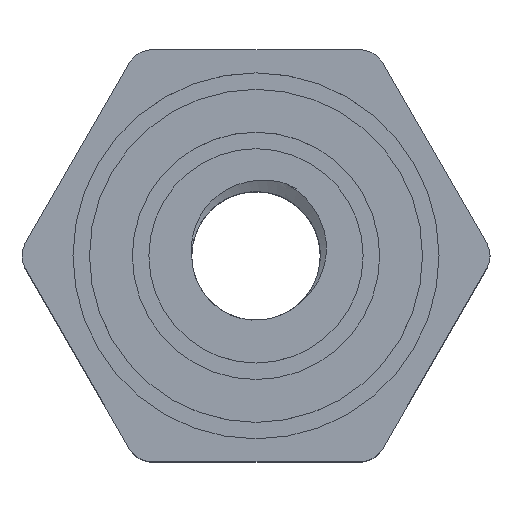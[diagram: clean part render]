
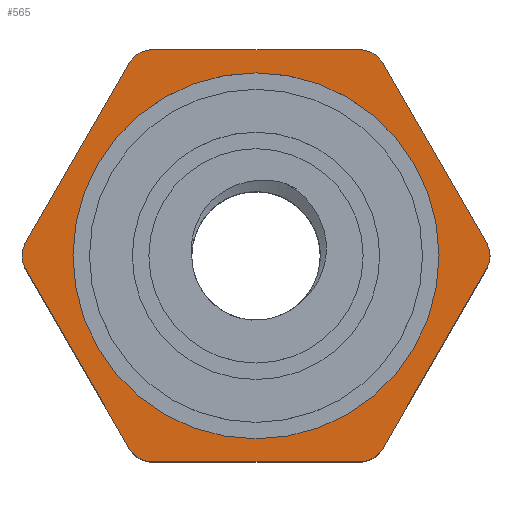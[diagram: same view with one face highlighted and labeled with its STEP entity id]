
A CAD part, top view. The second image highlights one B-rep face of the part: STEP entity #565.
In plain terms, the highlighted planar face has unit normal (0, 0, 1).
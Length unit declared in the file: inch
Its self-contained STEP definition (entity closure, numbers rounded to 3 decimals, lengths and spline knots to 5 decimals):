
#17=FACE_BOUND('',#86,.T.);
#23=PLANE('',#634);
#50=FACE_OUTER_BOUND('',#85,.T.);
#85=EDGE_LOOP('',(#427,#428,#429,#430,#431,#432,#433,#434,#435,#436,#437,
#438));
#86=EDGE_LOOP('',(#439));
#138=CIRCLE('',#631,0.222);
#140=CIRCLE('',#635,0.03125);
#141=CIRCLE('',#636,0.03125);
#142=CIRCLE('',#637,0.03125);
#143=CIRCLE('',#638,0.03125);
#144=CIRCLE('',#639,0.03125);
#145=CIRCLE('',#640,0.03125);
#163=LINE('',#1677,#198);
#164=LINE('',#1681,#199);
#165=LINE('',#1685,#200);
#166=LINE('',#1689,#201);
#167=LINE('',#1693,#202);
#168=LINE('',#1696,#203);
#198=VECTOR('',#741,0.3937);
#199=VECTOR('',#744,0.3937);
#200=VECTOR('',#747,0.3937);
#201=VECTOR('',#750,0.3937);
#202=VECTOR('',#753,0.3937);
#203=VECTOR('',#756,0.3937);
#253=VERTEX_POINT('',#1666);
#255=VERTEX_POINT('',#1673);
#256=VERTEX_POINT('',#1674);
#257=VERTEX_POINT('',#1676);
#258=VERTEX_POINT('',#1678);
#259=VERTEX_POINT('',#1680);
#260=VERTEX_POINT('',#1682);
#261=VERTEX_POINT('',#1684);
#262=VERTEX_POINT('',#1686);
#263=VERTEX_POINT('',#1688);
#264=VERTEX_POINT('',#1690);
#265=VERTEX_POINT('',#1692);
#266=VERTEX_POINT('',#1694);
#317=EDGE_CURVE('',#253,#253,#138,.T.);
#320=EDGE_CURVE('',#255,#256,#140,.T.);
#321=EDGE_CURVE('',#255,#257,#163,.T.);
#322=EDGE_CURVE('',#258,#257,#141,.T.);
#323=EDGE_CURVE('',#258,#259,#164,.T.);
#324=EDGE_CURVE('',#260,#259,#142,.T.);
#325=EDGE_CURVE('',#260,#261,#165,.T.);
#326=EDGE_CURVE('',#262,#261,#143,.T.);
#327=EDGE_CURVE('',#262,#263,#166,.T.);
#328=EDGE_CURVE('',#264,#263,#144,.T.);
#329=EDGE_CURVE('',#264,#265,#167,.T.);
#330=EDGE_CURVE('',#266,#265,#145,.T.);
#331=EDGE_CURVE('',#266,#256,#168,.T.);
#427=ORIENTED_EDGE('',*,*,#320,.F.);
#428=ORIENTED_EDGE('',*,*,#321,.T.);
#429=ORIENTED_EDGE('',*,*,#322,.F.);
#430=ORIENTED_EDGE('',*,*,#323,.T.);
#431=ORIENTED_EDGE('',*,*,#324,.F.);
#432=ORIENTED_EDGE('',*,*,#325,.T.);
#433=ORIENTED_EDGE('',*,*,#326,.F.);
#434=ORIENTED_EDGE('',*,*,#327,.T.);
#435=ORIENTED_EDGE('',*,*,#328,.F.);
#436=ORIENTED_EDGE('',*,*,#329,.T.);
#437=ORIENTED_EDGE('',*,*,#330,.F.);
#438=ORIENTED_EDGE('',*,*,#331,.T.);
#439=ORIENTED_EDGE('',*,*,#317,.T.);
#565=ADVANCED_FACE('',(#50,#17),#23,.T.);
#631=AXIS2_PLACEMENT_3D('',#1667,#730,#731);
#634=AXIS2_PLACEMENT_3D('',#1672,#737,#738);
#635=AXIS2_PLACEMENT_3D('',#1675,#739,#740);
#636=AXIS2_PLACEMENT_3D('',#1679,#742,#743);
#637=AXIS2_PLACEMENT_3D('',#1683,#745,#746);
#638=AXIS2_PLACEMENT_3D('',#1687,#748,#749);
#639=AXIS2_PLACEMENT_3D('',#1691,#751,#752);
#640=AXIS2_PLACEMENT_3D('',#1695,#754,#755);
#730=DIRECTION('center_axis',(0.,0.,-1.));
#731=DIRECTION('ref_axis',(1.,0.,0.));
#737=DIRECTION('center_axis',(0.,0.,1.));
#738=DIRECTION('ref_axis',(1.,0.,0.));
#739=DIRECTION('center_axis',(0.,0.,-1.));
#740=DIRECTION('ref_axis',(1.,0.,0.));
#741=DIRECTION('',(-0.5,0.866,0.));
#742=DIRECTION('center_axis',(0.,0.,-1.));
#743=DIRECTION('ref_axis',(0.5,0.866,0.));
#744=DIRECTION('',(-1.,0.,0.));
#745=DIRECTION('center_axis',(0.,0.,-1.));
#746=DIRECTION('ref_axis',(-0.5,0.866,0.));
#747=DIRECTION('',(-0.5,-0.866,0.));
#748=DIRECTION('center_axis',(0.,0.,-1.));
#749=DIRECTION('ref_axis',(-1.,0.,0.));
#750=DIRECTION('',(0.5,-0.866,0.));
#751=DIRECTION('center_axis',(0.,0.,-1.));
#752=DIRECTION('ref_axis',(-0.5,-0.866,0.));
#753=DIRECTION('',(1.,0.,0.));
#754=DIRECTION('center_axis',(0.,0.,-1.));
#755=DIRECTION('ref_axis',(0.5,-0.866,0.));
#756=DIRECTION('',(0.5,0.866,0.));
#1666=CARTESIAN_POINT('',(-0.222,0.,0.1935));
#1667=CARTESIAN_POINT('Origin',(0.,0.,0.1935));
#1672=CARTESIAN_POINT('Origin',(0.,0.,
0.1935));
#1673=CARTESIAN_POINT('',(0.27965,0.01563,0.1935));
#1674=CARTESIAN_POINT('',(0.27965,-0.01562,0.1935));
#1675=CARTESIAN_POINT('Origin',(0.25259,0.,
0.1935));
#1676=CARTESIAN_POINT('',(0.15336,0.23438,0.1935));
#1677=CARTESIAN_POINT('',(0.28868,0.,0.1935));
#1678=CARTESIAN_POINT('',(0.1263,0.25,0.1935));
#1679=CARTESIAN_POINT('Origin',(0.1263,0.21875,0.1935));
#1680=CARTESIAN_POINT('',(-0.1263,0.25,0.1935));
#1681=CARTESIAN_POINT('',(0.14434,0.25,0.1935));
#1682=CARTESIAN_POINT('',(-0.15336,0.23438,0.1935));
#1683=CARTESIAN_POINT('Origin',(-0.1263,0.21875,0.1935));
#1684=CARTESIAN_POINT('',(-0.27965,0.01563,0.1935));
#1685=CARTESIAN_POINT('',(-0.14434,0.25,0.1935));
#1686=CARTESIAN_POINT('',(-0.27965,-0.01562,0.1935));
#1687=CARTESIAN_POINT('Origin',(-0.25259,0.,
0.1935));
#1688=CARTESIAN_POINT('',(-0.15336,-0.23438,0.1935));
#1689=CARTESIAN_POINT('',(-0.28868,0.,0.1935));
#1690=CARTESIAN_POINT('',(-0.1263,-0.25,0.1935));
#1691=CARTESIAN_POINT('Origin',(-0.1263,-0.21875,0.1935));
#1692=CARTESIAN_POINT('',(0.1263,-0.25,0.1935));
#1693=CARTESIAN_POINT('',(-0.14434,-0.25,0.1935));
#1694=CARTESIAN_POINT('',(0.15336,-0.23438,0.1935));
#1695=CARTESIAN_POINT('Origin',(0.1263,-0.21875,0.1935));
#1696=CARTESIAN_POINT('',(0.14434,-0.25,0.1935));
